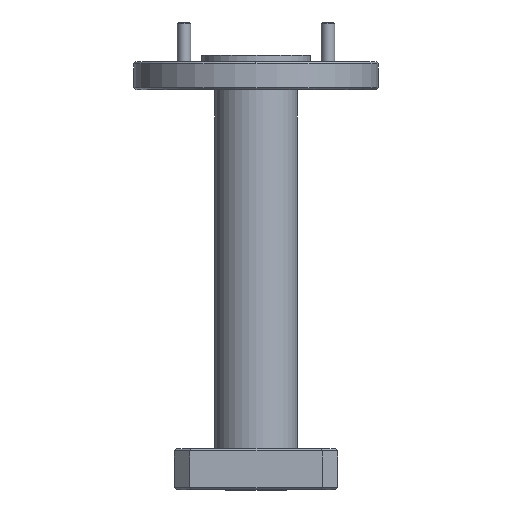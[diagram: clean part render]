
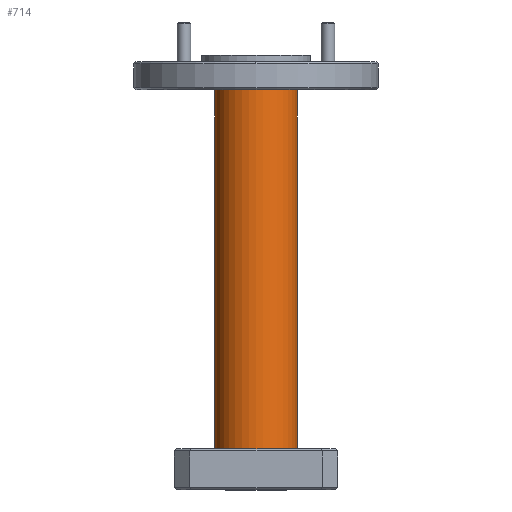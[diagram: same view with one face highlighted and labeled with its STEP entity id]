
A CAD part, front view. The second image highlights one B-rep face of the part: STEP entity #714.
In plain terms, the highlighted cylindrical face has radius 4.826 mm (diameter 9.652 mm), a partial arc.
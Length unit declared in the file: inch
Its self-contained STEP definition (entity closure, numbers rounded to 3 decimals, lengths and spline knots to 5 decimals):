
#58 = DIRECTION ( 'NONE',  ( 0., 0., 1. ) ) ;
#68 = DIRECTION ( 'NONE',  ( -1., 0., 0. ) ) ;
#125 = EDGE_LOOP ( 'NONE', ( #1468, #1363, #341, #2839 ) ) ;
#303 = EDGE_CURVE ( 'NONE', #2495, #1728, #2325, .T. ) ;
#341 = ORIENTED_EDGE ( 'NONE', *, *, #2640, .T. ) ;
#383 = AXIS2_PLACEMENT_3D ( 'NONE', #2177, #1244, #539 ) ;
#539 = DIRECTION ( 'NONE',  ( -1., 0., 0. ) ) ;
#618 = DIRECTION ( 'NONE',  ( 0., 0., -1. ) ) ;
#637 = DIRECTION ( 'NONE',  ( 0., 0., -1. ) ) ;
#700 = FACE_OUTER_BOUND ( 'NONE', #125, .T. ) ;
#714 = ADVANCED_FACE ( 'NONE', ( #700 ), #3026, .T. ) ;
#724 = CARTESIAN_POINT ( 'NONE',  ( -3.12207, 1.00454, 0.15501 ) ) ;
#866 = CARTESIAN_POINT ( 'NONE',  ( -3.31207, 1.00454, 0.15501 ) ) ;
#1046 = DIRECTION ( 'NONE',  ( 0., 0., -1. ) ) ;
#1121 = DIRECTION ( 'NONE',  ( -1., 0., 0. ) ) ;
#1198 = AXIS2_PLACEMENT_3D ( 'NONE', #724, #58, #68 ) ;
#1244 = DIRECTION ( 'NONE',  ( 0., 0., -1. ) ) ;
#1268 = VECTOR ( 'NONE', #618, 39.37008 ) ;
#1363 = ORIENTED_EDGE ( 'NONE', *, *, #303, .T. ) ;
#1468 = ORIENTED_EDGE ( 'NONE', *, *, #2972, .F. ) ;
#1598 = CARTESIAN_POINT ( 'NONE',  ( -3.31207, 1.00454, 1.80501 ) ) ;
#1675 = VERTEX_POINT ( 'NONE', #1798 ) ;
#1728 = VERTEX_POINT ( 'NONE', #1598 ) ;
#1798 = CARTESIAN_POINT ( 'NONE',  ( -2.93207, 1.00454, 0.15501 ) ) ;
#1829 = LINE ( 'NONE', #2220, #3008 ) ;
#2177 = CARTESIAN_POINT ( 'NONE',  ( -3.12207, 1.00454, 1.80501 ) ) ;
#2220 = CARTESIAN_POINT ( 'NONE',  ( -2.93207, 1.00454, 0.15501 ) ) ;
#2303 = CARTESIAN_POINT ( 'NONE',  ( -3.12207, 1.00454, 0.15501 ) ) ;
#2325 = CIRCLE ( 'NONE', #383, 0.19 ) ;
#2422 = CIRCLE ( 'NONE', #1198, 0.19 ) ;
#2495 = VERTEX_POINT ( 'NONE', #2548 ) ;
#2548 = CARTESIAN_POINT ( 'NONE',  ( -2.93207, 1.00454, 1.80501 ) ) ;
#2640 = EDGE_CURVE ( 'NONE', #1728, #2707, #3072, .T. ) ;
#2707 = VERTEX_POINT ( 'NONE', #2747 ) ;
#2747 = CARTESIAN_POINT ( 'NONE',  ( -3.31207, 1.00454, 0.15501 ) ) ;
#2839 = ORIENTED_EDGE ( 'NONE', *, *, #2933, .T. ) ;
#2933 = EDGE_CURVE ( 'NONE', #2707, #1675, #2422, .T. ) ;
#2972 = EDGE_CURVE ( 'NONE', #2495, #1675, #1829, .T. ) ;
#2997 = AXIS2_PLACEMENT_3D ( 'NONE', #2303, #637, #1121 ) ;
#3008 = VECTOR ( 'NONE', #1046, 39.37008 ) ;
#3026 = CYLINDRICAL_SURFACE ( 'NONE', #2997, 0.19 ) ;
#3072 = LINE ( 'NONE', #866, #1268 ) ;
